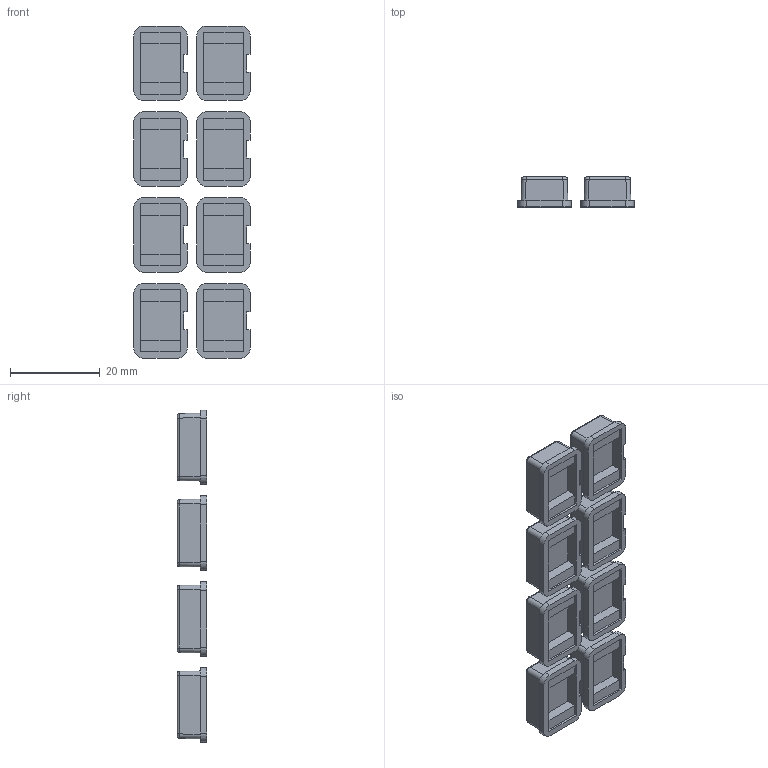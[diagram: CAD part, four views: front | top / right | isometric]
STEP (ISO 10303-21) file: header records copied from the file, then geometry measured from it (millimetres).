
FILE_DESCRIPTION(/* description */ (''),/* implementation_level */ '2;1');
FILE_NAME(/* name */ 'Tisk_tl_svetla_color.stp',/* time_stamp */ '2024-09-18T08:18:48+02:00',/* author */ ('herman'),/* organization */ (''),/* preprocessor_version */ 'ST-DEVELOPER v19.2',/* originating_system */ 'Autodesk Inventor 2023',/* authorisation */ '');
FILE_SCHEMA (('AUTOMOTIVE_DESIGN { 1 0 10303 214 3 1 1 }'));
Length unit declared in the file: millimetre
Products named in the file (10): Tisk_tl_svetla_color; Tlacitko; Tlacitko_1; Tlacitko_2; Tlacitko_3; Tlacitko_4; Tlacitko_5; Tlacitko_6; Tlacitko_7; Potisk_na_svetla_tlacitka
Assembly tree (9 placements, depth 2):
  Tisk_tl_svetla_color
    Tlacitko
    Tlacitko_1
    Tlacitko_2
    Tlacitko_3
    Tlacitko_4
    Tlacitko_5
    Tlacitko_6
    Tlacitko_7
    Potisk_na_svetla_tlacitka
Bounding box: 25.8 x 6.6 x 73.8 mm (x, y, z)
Volume: 6631.4 mm3; surface area: 6581.4 mm2
Topology: 20 solids, 20 shells, 664 faces, 1718 edges, 1124 vertices
Faces by surface type: plane 536, cylinder 96, bspline 32
Entity records: 21030 total; most frequent: CARTESIAN_POINT 4294, ORIENTED_EDGE 3436, DIRECTION 3246, EDGE_CURVE 1718, LINE 1494, VECTOR 1494, VERTEX_POINT 1124, AXIS2_PLACEMENT_3D 876
